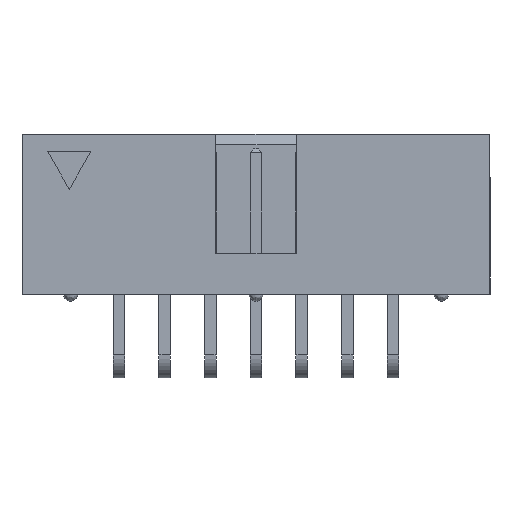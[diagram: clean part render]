
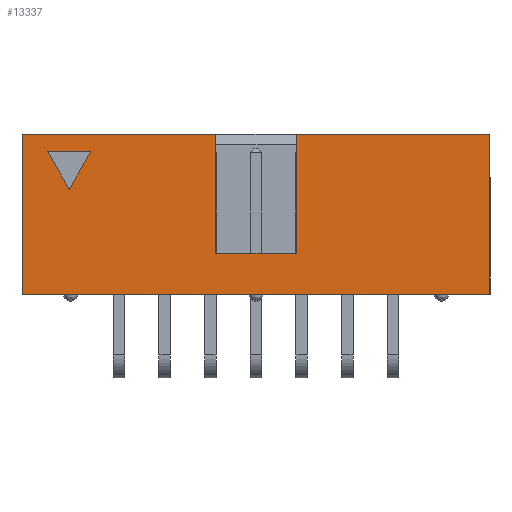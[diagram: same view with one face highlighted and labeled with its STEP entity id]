
A CAD part, front view. The second image highlights one B-rep face of the part: STEP entity #13337.
In plain terms, the highlighted planar face has unit normal (0, -1, 0).
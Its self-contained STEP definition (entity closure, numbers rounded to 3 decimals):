
#50 = DIRECTION ( 'NONE',  ( 0., 0., 1. ) ) ;
#176 = CARTESIAN_POINT ( 'NONE',  ( 5.39, -2.93, -2.27 ) ) ;
#186 = CARTESIAN_POINT ( 'NONE',  ( 5.39, -2.93, 0. ) ) ;
#336 = VERTEX_POINT ( 'NONE', #8091 ) ;
#344 = EDGE_CURVE ( 'NONE', #11104, #11248, #15135, .T. ) ;
#446 = VERTEX_POINT ( 'NONE', #11996 ) ;
#1328 = DIRECTION ( 'NONE',  ( 1., 0., 0. ) ) ;
#1383 = DIRECTION ( 'NONE',  ( 0., 0., -1. ) ) ;
#1692 = EDGE_CURVE ( 'NONE', #6050, #12206, #11103, .T. ) ;
#1696 = EDGE_LOOP ( 'NONE', ( #8588, #8956, #4291, #11293, #7359, #7007, #7544, #13277 ) ) ;
#2190 = EDGE_CURVE ( 'NONE', #12542, #9740, #7127, .T. ) ;
#2510 = CARTESIAN_POINT ( 'NONE',  ( -5.37, -2.93, 6.63 ) ) ;
#2532 = CARTESIAN_POINT ( 'NONE',  ( -7.62, -2.93, -2.27 ) ) ;
#2630 = VECTOR ( 'NONE', #9855, 1000. ) ;
#2788 = LINE ( 'NONE', #5121, #8886 ) ;
#2879 = DIRECTION ( 'NONE',  ( 0., 0., -1. ) ) ;
#3167 = EDGE_CURVE ( 'NONE', #10630, #336, #10382, .T. ) ;
#3842 = CARTESIAN_POINT ( 'NONE',  ( -7.62, -2.93, 6.63 ) ) ;
#3976 = AXIS2_PLACEMENT_3D ( 'NONE', #176, #8662, #1383 ) ;
#3986 = CARTESIAN_POINT ( 'NONE',  ( 5.39, -2.93, 5.646 ) ) ;
#4081 = LINE ( 'NONE', #2532, #10169 ) ;
#4108 = CARTESIAN_POINT ( 'NONE',  ( 5.39, -2.93, -2.27 ) ) ;
#4291 = ORIENTED_EDGE ( 'NONE', *, *, #1692, .T. ) ;
#4643 = LINE ( 'NONE', #186, #10727 ) ;
#4651 = VECTOR ( 'NONE', #50, 1000. ) ;
#4718 = VECTOR ( 'NONE', #2879, 1000. ) ;
#4732 = EDGE_CURVE ( 'NONE', #11248, #446, #14376, .T. ) ;
#4916 = EDGE_CURVE ( 'NONE', #11834, #10630, #2788, .T. ) ;
#5013 = ORIENTED_EDGE ( 'NONE', *, *, #13956, .T. ) ;
#5066 = DIRECTION ( 'NONE',  ( -1., 0., 0. ) ) ;
#5100 = CARTESIAN_POINT ( 'NONE',  ( -5.37, -2.93, -2.27 ) ) ;
#5121 = CARTESIAN_POINT ( 'NONE',  ( -18.002, -2.93, 3.567 ) ) ;
#5228 = CARTESIAN_POINT ( 'NONE',  ( 5.39, -2.93, 6.63 ) ) ;
#6050 = VERTEX_POINT ( 'NONE', #9621 ) ;
#7007 = ORIENTED_EDGE ( 'NONE', *, *, #12198, .T. ) ;
#7065 = FACE_OUTER_BOUND ( 'NONE', #1696, .T. ) ;
#7127 = LINE ( 'NONE', #9544, #13199 ) ;
#7359 = ORIENTED_EDGE ( 'NONE', *, *, #2190, .F. ) ;
#7400 = CARTESIAN_POINT ( 'NONE',  ( -9.87, -2.93, 6.63 ) ) ;
#7544 = ORIENTED_EDGE ( 'NONE', *, *, #4732, .F. ) ;
#7581 = DIRECTION ( 'NONE',  ( -0.5, 0., 0.866 ) ) ;
#7851 = LINE ( 'NONE', #5100, #11059 ) ;
#7985 = CARTESIAN_POINT ( 'NONE',  ( -18.002, -2.93, 3.567 ) ) ;
#8091 = CARTESIAN_POINT ( 'NONE',  ( -16.802, -2.93, 5.646 ) ) ;
#8298 = VECTOR ( 'NONE', #9315, 1000. ) ;
#8313 = DIRECTION ( 'NONE',  ( 0., 0., 1. ) ) ;
#8588 = ORIENTED_EDGE ( 'NONE', *, *, #10025, .T. ) ;
#8607 = PLANE ( 'NONE',  #3976 ) ;
#8662 = DIRECTION ( 'NONE',  ( 0., -1., 0. ) ) ;
#8800 = CARTESIAN_POINT ( 'NONE',  ( -19.202, -2.93, 5.646 ) ) ;
#8886 = VECTOR ( 'NONE', #7581, 1000. ) ;
#8956 = ORIENTED_EDGE ( 'NONE', *, *, #15103, .T. ) ;
#9137 = CARTESIAN_POINT ( 'NONE',  ( -20.63, -2.93, -2.27 ) ) ;
#9315 = DIRECTION ( 'NONE',  ( 1., 0., 0. ) ) ;
#9325 = CARTESIAN_POINT ( 'NONE',  ( -20.63, -2.93, 6.63 ) ) ;
#9544 = CARTESIAN_POINT ( 'NONE',  ( -20.63, -2.93, -2.27 ) ) ;
#9621 = CARTESIAN_POINT ( 'NONE',  ( -9.87, -2.93, 0. ) ) ;
#9740 = VERTEX_POINT ( 'NONE', #9325 ) ;
#9855 = DIRECTION ( 'NONE',  ( -0.5, 0., -0.866 ) ) ;
#10006 = VECTOR ( 'NONE', #11354, 1000. ) ;
#10025 = EDGE_CURVE ( 'NONE', #11104, #10681, #7851, .T. ) ;
#10169 = VECTOR ( 'NONE', #1328, 1000. ) ;
#10286 = FACE_BOUND ( 'NONE', #14816, .T. ) ;
#10382 = LINE ( 'NONE', #3986, #10006 ) ;
#10630 = VERTEX_POINT ( 'NONE', #8800 ) ;
#10681 = VERTEX_POINT ( 'NONE', #11340 ) ;
#10727 = VECTOR ( 'NONE', #5066, 1000. ) ;
#11023 = ORIENTED_EDGE ( 'NONE', *, *, #3167, .T. ) ;
#11059 = VECTOR ( 'NONE', #12398, 1000. ) ;
#11094 = LINE ( 'NONE', #3842, #14308 ) ;
#11103 = LINE ( 'NONE', #12095, #4651 ) ;
#11104 = VERTEX_POINT ( 'NONE', #2510 ) ;
#11112 = CARTESIAN_POINT ( 'NONE',  ( -16.802, -2.93, 5.646 ) ) ;
#11248 = VERTEX_POINT ( 'NONE', #5228 ) ;
#11293 = ORIENTED_EDGE ( 'NONE', *, *, #15131, .F. ) ;
#11340 = CARTESIAN_POINT ( 'NONE',  ( -5.37, -2.93, 0. ) ) ;
#11354 = DIRECTION ( 'NONE',  ( 1., 0., 0. ) ) ;
#11834 = VERTEX_POINT ( 'NONE', #7985 ) ;
#11945 = LINE ( 'NONE', #11112, #2630 ) ;
#11994 = ORIENTED_EDGE ( 'NONE', *, *, #4916, .T. ) ;
#11996 = CARTESIAN_POINT ( 'NONE',  ( 5.39, -2.93, -2.27 ) ) ;
#12095 = CARTESIAN_POINT ( 'NONE',  ( -9.87, -2.93, -2.27 ) ) ;
#12198 = EDGE_CURVE ( 'NONE', #12542, #446, #4081, .T. ) ;
#12206 = VERTEX_POINT ( 'NONE', #7400 ) ;
#12398 = DIRECTION ( 'NONE',  ( 0., 0., -1. ) ) ;
#12542 = VERTEX_POINT ( 'NONE', #9137 ) ;
#13199 = VECTOR ( 'NONE', #8313, 1000. ) ;
#13277 = ORIENTED_EDGE ( 'NONE', *, *, #344, .F. ) ;
#13337 = ADVANCED_FACE ( 'NONE', ( #10286, #7065 ), #8607, .T. ) ;
#13550 = DIRECTION ( 'NONE',  ( 1., 0., 0. ) ) ;
#13956 = EDGE_CURVE ( 'NONE', #336, #11834, #11945, .T. ) ;
#14308 = VECTOR ( 'NONE', #13550, 1000. ) ;
#14376 = LINE ( 'NONE', #4108, #4718 ) ;
#14816 = EDGE_LOOP ( 'NONE', ( #11023, #5013, #11994 ) ) ;
#15103 = EDGE_CURVE ( 'NONE', #10681, #6050, #4643, .T. ) ;
#15131 = EDGE_CURVE ( 'NONE', #9740, #12206, #11094, .T. ) ;
#15135 = LINE ( 'NONE', #15359, #8298 ) ;
#15359 = CARTESIAN_POINT ( 'NONE',  ( -7.62, -2.93, 6.63 ) ) ;
